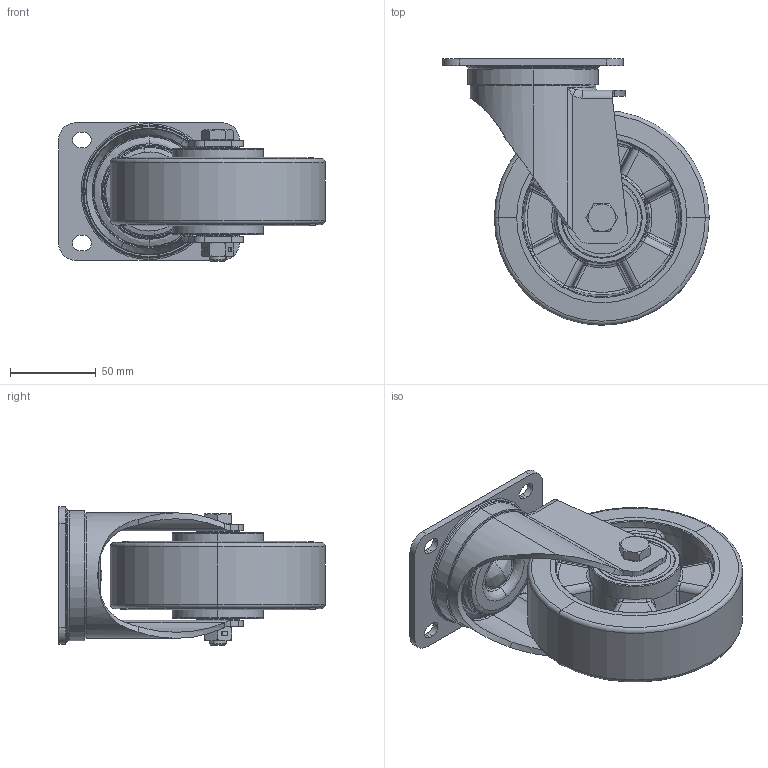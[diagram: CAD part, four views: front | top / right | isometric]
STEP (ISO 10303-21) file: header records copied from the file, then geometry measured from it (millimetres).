
FILE_DESCRIPTION (( 'STEP AP214' ), '1' );
FILE_NAME ('0020234BL_L-IM-PUZA-125-K-3_(A-02).step', '2019-04-16T12:27:38', ( '' ), ( '' ), 'SwSTEP 2.0', 'SolidWorks 2018', '' );
FILE_SCHEMA (( 'AUTOMOTIVE_DESIGN' ));
Length unit declared in the file: millimetre
Products named in the file (1): 0020234BL_L-IM-PUZA-125-K-3_(A-02)
Bounding box: 155 x 155 x 80.5 mm (x, y, z)
Volume: 458940.9 mm3; surface area: 186211.2 mm2
Topology: 16 solids, 16 shells, 957 faces, 2279 edges, 1394 vertices
Faces by surface type: plane 348, cylinder 210, bspline 187, cone 102, torus 62, sphere 48
Entity records: 46549 total; most frequent: CARTESIAN_POINT 14443, ORIENTED_EDGE 4550, DIRECTION 4376, EDGE_CURVE 2275, AXIS2_PLACEMENT_3D 1688, VERTEX_POINT 1394, EDGE_LOOP 1041, VECTOR 1000
